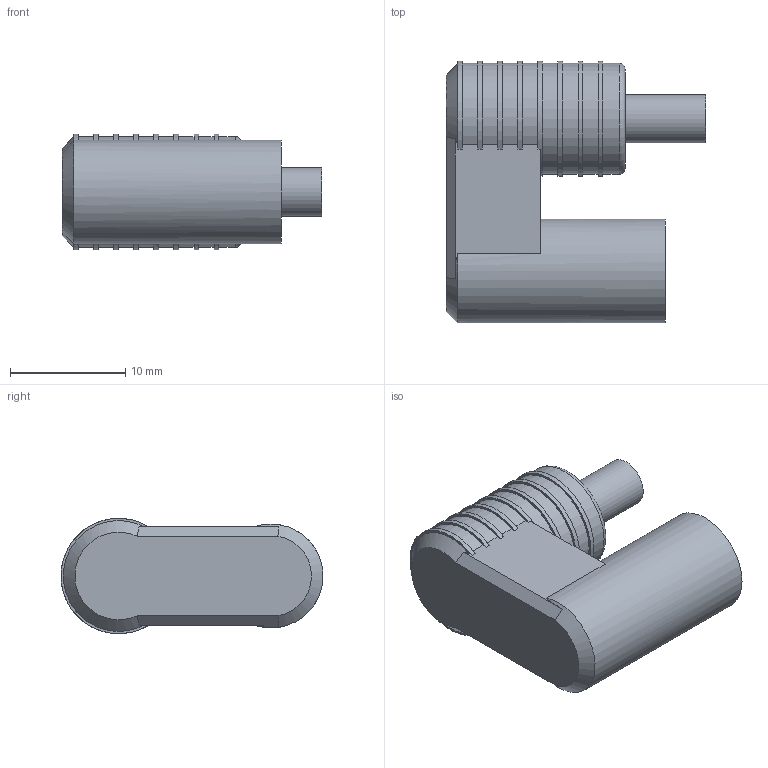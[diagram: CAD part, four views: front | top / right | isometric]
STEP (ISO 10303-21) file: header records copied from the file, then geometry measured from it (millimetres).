
FILE_DESCRIPTION(/* description */ ('STEP AP214'),/* implementation_level */ '2;1');
FILE_NAME(/* name */ '152836_SMTO-4U-PS-K-LED-24',/* time_stamp */ '2024-09-10T11:57:16+02:00',/* author */ ('License CC BY-ND 4.0'),/* organization */ ('CADENAS'),/* preprocessor_version */ 'ST-DEVELOPER v19.3',/* originating_system */ 'PARTsolutions',/* authorisation */ ' ');
FILE_SCHEMA (('AUTOMOTIVE_DESIGN {1 0 10303 214 3 1 1}'));
Length unit declared in the file: millimetre
Products named in the file (1): 152836 SMTO-4U-PS-K-LED-24
Bounding box: 22.5 x 22.7 x 10 mm (x, y, z)
Volume: 2798.7 mm3; surface area: 1483.3 mm2
Topology: 1 solids, 1 shells, 50 faces, 114 edges, 74 vertices
Faces by surface type: plane 27, cylinder 18, cone 4, torus 1
Full cylindrical faces by diameter (mm): 4.2 x1, 9 x1, 9.6 x4, 10 x4
Entity records: 1382 total; most frequent: CARTESIAN_POINT 254, DIRECTION 238, ORIENTED_EDGE 202, EDGE_CURVE 101, AXIS2_PLACEMENT_3D 96, VERTEX_POINT 72, EDGE_LOOP 69, FACE_BOUND 69
